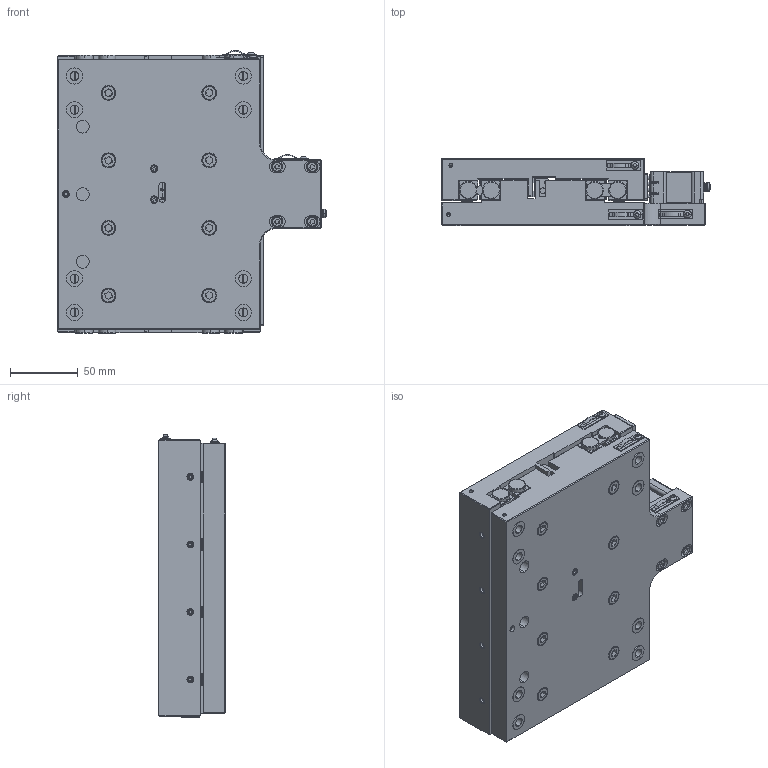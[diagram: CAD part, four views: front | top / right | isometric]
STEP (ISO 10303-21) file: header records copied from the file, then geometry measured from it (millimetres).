
FILE_DESCRIPTION (( 'STEP AP214' ), '1' );
FILE_NAME ('FBS150150.STEP', '2020-05-07T04:01:16', ( 'IL01OD77172' ), ( 'Johnson Electric International AG' ), 'SwSTEP 2.0', 'SolidWorks 2015', '' );
FILE_SCHEMA (( 'AUTOMOTIVE_DESIGN' ));
Length unit declared in the file: millimetre
Products named in the file (29): Din 912_SM06SC20; CSB175S20W-00_CSB200S20W-00; SY000082-Rail_SY000439; FBS150150; Din 912_SM04SC16; SM-FS-DIN7991_SM03FS05; Interpolator_SY000153; FBx150_PLATE_F15013S152-00; ISO 7380_SM03BS04; SY000138_SY000138-201; WASM-RIBBED_WASM2501; SY000144; Din_915_EA000411; Din 912_SM05SC20; Din 916_SM03SP05; Din 912_SM25SC10; SERIAL NUMBER LABLE^FBS150150; HR-LS_8 MOTOR_HR8-1-S-3; LOCK130002-02_LOCK130003-02; S734130300-00; Readhead Tonic _SY000086; WASM-RIBBED_WASM0501; FBx150_BASE_F15013S151-00; SY000089; SY000145; S768130103-00_S768130103-00; CROSS_ROLLER_SY000439; SY000082-cage_SY000439; WASM-RIBBED_WASM0403
Assembly tree (73 placements, depth 3):
  FBS150150
    CSB175S20W-00_CSB200S20W-00
    HR-LS_8 MOTOR_HR8-1-S-3
    Readhead Tonic _SY000086
    FBx150_BASE_F15013S151-00
    FBx150_PLATE_F15013S152-00
    Din 912_SM04SC16  x4
    WASM-RIBBED_WASM0501  x12
    Din 912_SM05SC20  x8
    Din 912_SM06SC20  x8
    WASM-RIBBED_WASM0403  x8
    Din 912_SM25SC10  x2
    WASM-RIBBED_WASM2501  x2
    CROSS_ROLLER_SY000439  x2
      SY000082-Rail_SY000439
      SY000082-cage_SY000439
    S734130300-00  x3
    Din 916_SM03SP05  x4
    Din_915_EA000411
    SY000144
    SY000145
    SY000138_SY000138-201
    SY000089
    LOCK130002-02_LOCK130003-02
    ISO 7380_SM03BS04  x3
    S768130103-00_S768130103-00
    SM-FS-DIN7991_SM03FS05  x2
  Interpolator_SY000153
  SERIAL NUMBER LABLE^FBS150150
Bounding box: 198.98 x 50 x 209.25 mm (x, y, z)
Volume: 1299678.6 mm3; surface area: 321700.3 mm2
Topology: 83 solids, 83 shells, 4420 faces, 11069 edges, 6957 vertices
Faces by surface type: plane 2205, cylinder 1179, cone 598, bspline 356, torus 76, sphere 6
Entity records: 135213 total; most frequent: CARTESIAN_POINT 37703, ORIENTED_EDGE 17086, DIRECTION 15415, EDGE_CURVE 8543, LINE 5791, VECTOR 5791, VERTEX_POINT 5506, AXIS2_PLACEMENT_3D 4812
